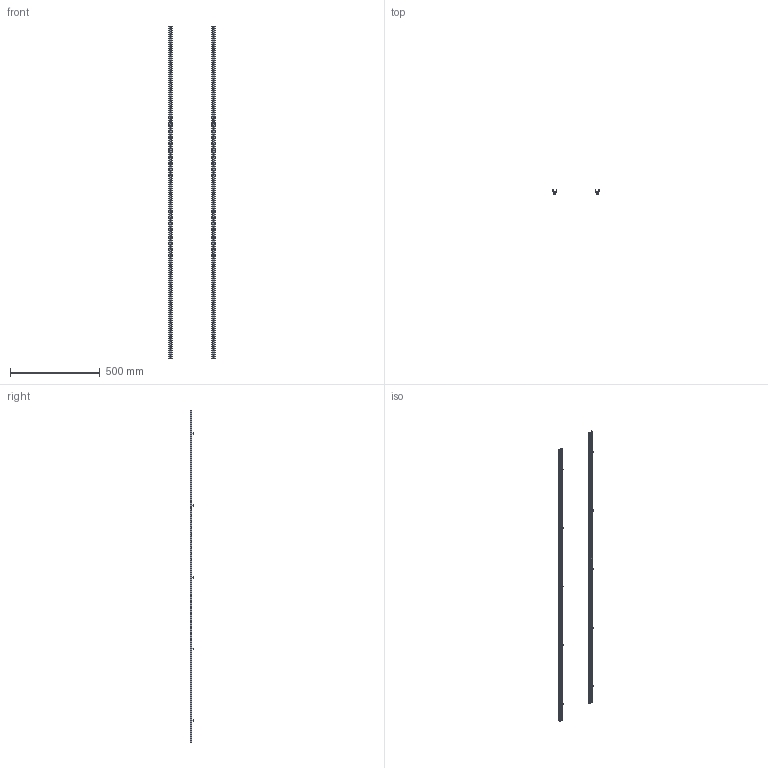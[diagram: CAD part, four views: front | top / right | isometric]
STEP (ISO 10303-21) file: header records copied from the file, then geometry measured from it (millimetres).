
FILE_DESCRIPTION(('CATIA V5 STEP'),'2;1');
FILE_NAME('A8017285_Befestigungsschiene_JM_BS1_1850.stp','2010-11-11T13:20:19+00:00',('none'),('Jean Müller GmbH'),'CATIA Version 5 Release 19 SP 7 (IN-10)','CATIA V5 STEP AP214','none');
FILE_SCHEMA(('AUTOMOTIVE_DESIGN { 1 0 10303 214 1 1 1 1 }'));
Length unit declared in the file: millimetre
Products named in the file (3): A8017285_Befestigungsschiene_JM_BS1_1850; 67426_Selbstformende_Schraube; 154924_62_Befestigungsschiene_1850_lang
Assembly tree (12 placements, depth 2):
  A8017285_Befestigungsschiene_JM_BS1_1850
    67426_Selbstformende_Schraube  x10
    154924_62_Befestigungsschiene_1850_lang  x2
Bounding box: 257.7 x 20.63 x 1850 mm (x, y, z)
Volume: 187591.5 mm3; surface area: 265680.6 mm2
Topology: 12 solids, 12 shells, 980 faces, 2888 edges, 1952 vertices
Faces by surface type: cylinder 760, plane 180, torus 20, cone 20
Entity records: 11386 total; most frequent: ORIENTED_EDGE 2056, CARTESIAN_POINT 1934, DIRECTION 1464, EDGE_CURVE 1028, AXIS2_PLACEMENT_3D 868, VERTEX_POINT 688, CIRCLE 650, EDGE_LOOP 644
